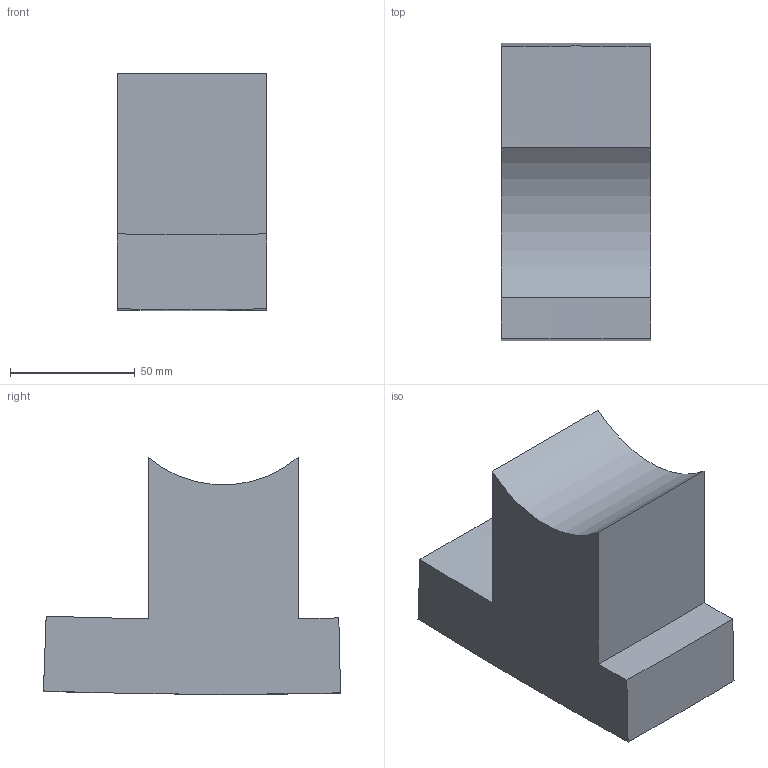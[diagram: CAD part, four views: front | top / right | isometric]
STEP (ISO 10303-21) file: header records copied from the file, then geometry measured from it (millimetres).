
FILE_DESCRIPTION(/* description */ ('','CAx-IF Rec.Pracs.---Representation and Presentation of Product Manufacturing Information (PMI)---4.0---2014-10-13'),/* implementation_level */ '2;1');
FILE_NAME(/* name */ 'shank_back.step',/* time_stamp */ '2021-08-24T10:23:57-04:00',/* author */ ('boxi'),/* organization */ (''),/* preprocessor_version */ 'ST-DEVELOPER v18',/* originating_system */ 'Autodesk Inventor 2020',/* authorisation */ '');
FILE_SCHEMA (('AP242_MANAGED_MODEL_BASED_3D_ENGINEERING_MIM_LF { 1 0 10303 442 1 1 4 }'));
Length unit declared in the file: millimetre
Products named in the file (1): shank_2
Bounding box: 60 x 119 x 95.13 mm (x, y, z)
Volume: 419145.7 mm3; surface area: 39827.3 mm2
Topology: 1 solids, 1 shells, 10 faces, 27 edges, 18 vertices
Faces by surface type: plane 6, sphere 3, cylinder 1
Entity records: 452 total; most frequent: DIRECTION 90, CARTESIAN_POINT 72, ORIENTED_EDGE 52, AXIS2_PLACEMENT_3D 40, EDGE_CURVE 26, VERTEX_POINT 18, CIRCLE 16, FACE_OUTER_BOUND 10
